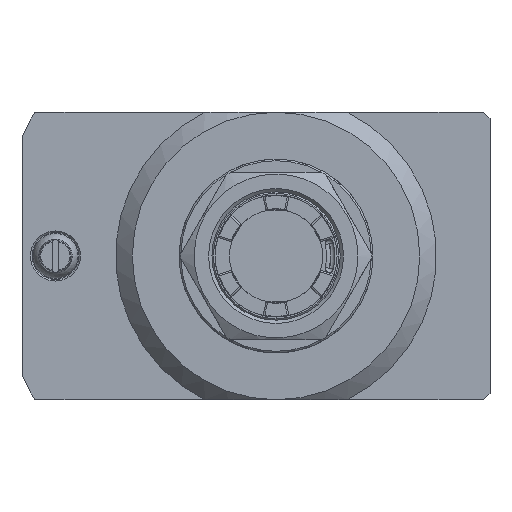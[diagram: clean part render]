
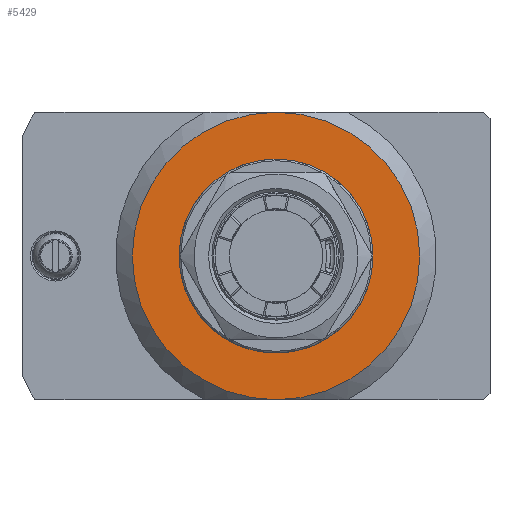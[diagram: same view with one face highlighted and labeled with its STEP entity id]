
A CAD part, left-side view. The second image highlights one B-rep face of the part: STEP entity #5429.
In plain terms, the highlighted planar face has unit normal (-1, 0, 0).
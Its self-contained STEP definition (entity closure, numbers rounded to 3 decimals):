
#1103=PLANE('',#5840);
#1450=ORIENTED_EDGE('',*,*,#2942,.T.);
#1451=ORIENTED_EDGE('',*,*,#2912,.T.);
#1452=ORIENTED_EDGE('',*,*,#2943,.T.);
#2912=EDGE_CURVE('',#3691,#3690,#4215,.F.);
#2942=EDGE_CURVE('',#3690,#3691,#4228,.F.);
#2943=EDGE_CURVE('',#3710,#3710,#4229,.T.);
#3690=VERTEX_POINT('',#8216);
#3691=VERTEX_POINT('',#8218);
#3710=VERTEX_POINT('',#8298);
#4215=CIRCLE('',#5811,43.);
#4228=CIRCLE('',#5839,43.);
#4229=CIRCLE('',#5841,25.);
#4487=EDGE_LOOP('',(#1450,#1451));
#4488=EDGE_LOOP('',(#1452));
#4920=FACE_BOUND('',#4487,.T.);
#4921=FACE_BOUND('',#4488,.T.);
#5429=ADVANCED_FACE('',(#4920,#4921),#1103,.F.);
#5811=AXIS2_PLACEMENT_3D('',#8217,#6472,#6473);
#5839=AXIS2_PLACEMENT_3D('',#8295,#6542,#6543);
#5840=AXIS2_PLACEMENT_3D('',#8296,#6544,#6545);
#5841=AXIS2_PLACEMENT_3D('',#8297,#6546,#6547);
#6472=DIRECTION('',(1.,0.,0.));
#6473=DIRECTION('',(0.,1.,0.));
#6542=DIRECTION('',(1.,0.,0.));
#6543=DIRECTION('',(0.,1.,0.));
#6544=DIRECTION('',(1.,0.,0.));
#6545=DIRECTION('',(0.,1.,0.));
#6546=DIRECTION('',(1.,0.,0.));
#6547=DIRECTION('',(0.,1.,0.));
#8216=CARTESIAN_POINT('',(-38.,0.,-43.));
#8217=CARTESIAN_POINT('',(-38.,0.,0.));
#8218=CARTESIAN_POINT('',(-38.,0.,43.));
#8295=CARTESIAN_POINT('',(-38.,0.,0.));
#8296=CARTESIAN_POINT('',(-38.,-64.,-43.));
#8297=CARTESIAN_POINT('',(-38.,0.,0.));
#8298=CARTESIAN_POINT('',(-38.,25.,0.));
